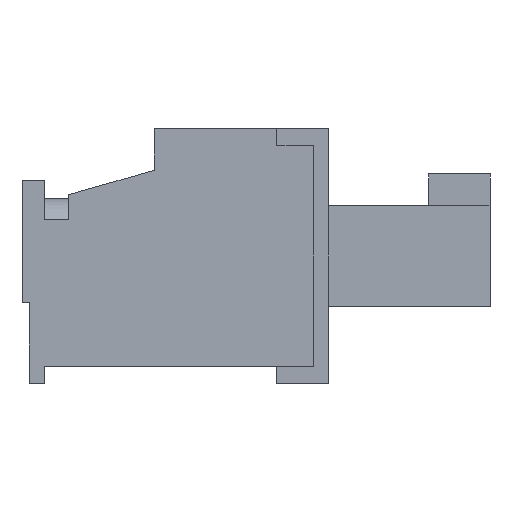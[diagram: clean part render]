
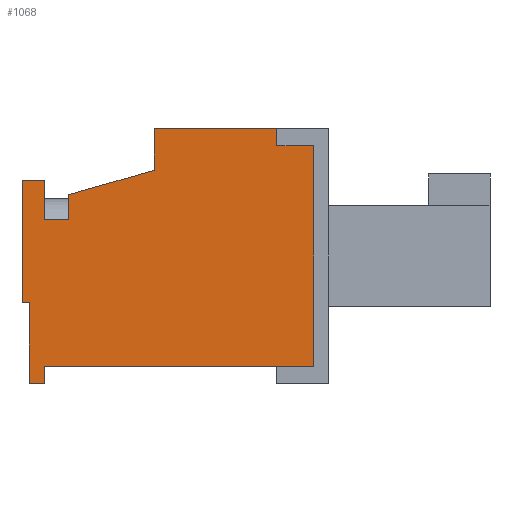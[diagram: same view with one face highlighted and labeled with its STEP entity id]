
A CAD part, left-side view. The second image highlights one B-rep face of the part: STEP entity #1068.
In plain terms, the highlighted planar face has unit normal (-1, 0, 0).
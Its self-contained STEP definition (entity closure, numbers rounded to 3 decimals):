
#332 = VECTOR ( 'NONE', #4268, 1000. ) ;
#390 = CARTESIAN_POINT ( 'NONE',  ( -3.5, -5.2, 1.26 ) ) ;
#568 = VERTEX_POINT ( 'NONE', #15534 ) ;
#651 = DIRECTION ( 'NONE',  ( -1., 0., 0. ) ) ;
#778 = LINE ( 'NONE', #2710, #332 ) ;
#856 = EDGE_CURVE ( 'NONE', #19150, #13877, #8890, .T. ) ;
#983 = VECTOR ( 'NONE', #12117, 1000. ) ;
#1068 = ADVANCED_FACE ( 'NONE', ( #18079 ), #8215, .T. ) ;
#1160 = VERTEX_POINT ( 'NONE', #6929 ) ;
#1245 = DIRECTION ( 'NONE',  ( 0., 1., 0. ) ) ;
#1266 = VECTOR ( 'NONE', #14203, 1000. ) ;
#1325 = DIRECTION ( 'NONE',  ( 0., 0., -1. ) ) ;
#1390 = EDGE_CURVE ( 'NONE', #1160, #7534, #5262, .T. ) ;
#1734 = CARTESIAN_POINT ( 'NONE',  ( -3.5, -4.5, -5.24 ) ) ;
#2026 = EDGE_CURVE ( 'NONE', #4572, #1160, #2535, .T. ) ;
#2040 = VERTEX_POINT ( 'NONE', #11873 ) ;
#2262 = CARTESIAN_POINT ( 'NONE',  ( -3.5, -5.2, -5.24 ) ) ;
#2291 = VECTOR ( 'NONE', #12022, 1000. ) ;
#2535 = LINE ( 'NONE', #5988, #13517 ) ;
#2568 = CARTESIAN_POINT ( 'NONE',  ( -3.5, 5.2, 6.36 ) ) ;
#2710 = CARTESIAN_POINT ( 'NONE',  ( -3.5, 5.2, 5.74 ) ) ;
#3023 = DIRECTION ( 'NONE',  ( 0., 0., 1. ) ) ;
#3184 = VERTEX_POINT ( 'NONE', #16652 ) ;
#3197 = CARTESIAN_POINT ( 'NONE',  ( -3.5, -1.5, 5.76 ) ) ;
#3350 = VECTOR ( 'NONE', #3481, 1000. ) ;
#3456 = DIRECTION ( 'NONE',  ( 0., -1., 0. ) ) ;
#3481 = DIRECTION ( 'NONE',  ( 0., 0., -1. ) ) ;
#4063 = EDGE_CURVE ( 'NONE', #6360, #13877, #17084, .T. ) ;
#4268 = DIRECTION ( 'NONE',  ( 0., 0., 1. ) ) ;
#4572 = VERTEX_POINT ( 'NONE', #7989 ) ;
#4644 = VERTEX_POINT ( 'NONE', #9614 ) ;
#5262 = LINE ( 'NONE', #6601, #8699 ) ;
#5653 = VECTOR ( 'NONE', #12902, 1000. ) ;
#5988 = CARTESIAN_POINT ( 'NONE',  ( -3.5, 4.5, 6.66 ) ) ;
#5997 = VECTOR ( 'NONE', #17489, 1000. ) ;
#6041 = CARTESIAN_POINT ( 'NONE',  ( -3.5, -3.1, 4.76 ) ) ;
#6117 = VECTOR ( 'NONE', #3456, 1000. ) ;
#6360 = VERTEX_POINT ( 'NONE', #7561 ) ;
#6601 = CARTESIAN_POINT ( 'NONE',  ( -3.5, 4.5, -5.24 ) ) ;
#6737 = DIRECTION ( 'NONE',  ( 0., 1., 0. ) ) ;
#6911 = ORIENTED_EDGE ( 'NONE', *, *, #12545, .T. ) ;
#6929 = CARTESIAN_POINT ( 'NONE',  ( -3.5, 4.5, -5.24 ) ) ;
#7163 = ORIENTED_EDGE ( 'NONE', *, *, #10241, .F. ) ;
#7417 = LINE ( 'NONE', #9359, #3350 ) ;
#7534 = VERTEX_POINT ( 'NONE', #1734 ) ;
#7540 = ORIENTED_EDGE ( 'NONE', *, *, #13593, .F. ) ;
#7561 = CARTESIAN_POINT ( 'NONE',  ( -3.5, -5.2, -3.74 ) ) ;
#7819 = ORIENTED_EDGE ( 'NONE', *, *, #2026, .T. ) ;
#7989 = CARTESIAN_POINT ( 'NONE',  ( -3.5, 4.5, 5.74 ) ) ;
#8215 = PLANE ( 'NONE',  #14693 ) ;
#8684 = ORIENTED_EDGE ( 'NONE', *, *, #1390, .T. ) ;
#8699 = VECTOR ( 'NONE', #18260, 1000. ) ;
#8703 = ORIENTED_EDGE ( 'NONE', *, *, #15635, .F. ) ;
#8880 = VERTEX_POINT ( 'NONE', #13603 ) ;
#8890 = LINE ( 'NONE', #13495, #2291 ) ;
#9029 = LINE ( 'NONE', #15025, #983 ) ;
#9359 = CARTESIAN_POINT ( 'NONE',  ( -3.5, -4.5, -3.74 ) ) ;
#9394 = EDGE_CURVE ( 'NONE', #16460, #19150, #10455, .T. ) ;
#9614 = CARTESIAN_POINT ( 'NONE',  ( -3.5, -1.5, 4.76 ) ) ;
#9768 = ORIENTED_EDGE ( 'NONE', *, *, #9862, .T. ) ;
#9823 = VECTOR ( 'NONE', #3023, 1000. ) ;
#9862 = EDGE_CURVE ( 'NONE', #10276, #6360, #9958, .T. ) ;
#9958 = LINE ( 'NONE', #10892, #6117 ) ;
#10241 = EDGE_CURVE ( 'NONE', #15269, #17306, #778, .T. ) ;
#10276 = VERTEX_POINT ( 'NONE', #11728 ) ;
#10292 = LINE ( 'NONE', #14937, #9823 ) ;
#10451 = EDGE_CURVE ( 'NONE', #568, #13682, #9029, .T. ) ;
#10455 = LINE ( 'NONE', #17239, #5653 ) ;
#10679 = VECTOR ( 'NONE', #19067, 1000. ) ;
#10892 = CARTESIAN_POINT ( 'NONE',  ( -3.5, -4.5, -3.74 ) ) ;
#10987 = ORIENTED_EDGE ( 'NONE', *, *, #4063, .T. ) ;
#11154 = DIRECTION ( 'NONE',  ( 0., 0., 1. ) ) ;
#11166 = CARTESIAN_POINT ( 'NONE',  ( -3.5, -2.5, 4.76 ) ) ;
#11610 = VECTOR ( 'NONE', #1245, 1000. ) ;
#11728 = CARTESIAN_POINT ( 'NONE',  ( -3.5, -4.5, -3.74 ) ) ;
#11873 = CARTESIAN_POINT ( 'NONE',  ( -3.5, -3.1, 6.66 ) ) ;
#12022 = DIRECTION ( 'NONE',  ( 0., -1., 0. ) ) ;
#12085 = LINE ( 'NONE', #17539, #11610 ) ;
#12117 = DIRECTION ( 'NONE',  ( 0., 0., -1. ) ) ;
#12505 = CARTESIAN_POINT ( 'NONE',  ( -3.5, 1.9, 6.36 ) ) ;
#12545 = EDGE_CURVE ( 'NONE', #13682, #17306, #13036, .T. ) ;
#12902 = DIRECTION ( 'NONE',  ( 0., -0.275, -0.962 ) ) ;
#12981 = EDGE_LOOP ( 'NONE', ( #6911, #7163, #7540, #7819, #8684, #8703, #9768, #10987, #13131, #13270, #13521, #13802, #14498, #15203, #15371, #15839 ) ) ;
#13036 = LINE ( 'NONE', #12505, #16503 ) ;
#13131 = ORIENTED_EDGE ( 'NONE', *, *, #856, .F. ) ;
#13270 = ORIENTED_EDGE ( 'NONE', *, *, #9394, .F. ) ;
#13495 = CARTESIAN_POINT ( 'NONE',  ( -3.5, -3.5, 1.26 ) ) ;
#13517 = VECTOR ( 'NONE', #1325, 1000. ) ;
#13521 = ORIENTED_EDGE ( 'NONE', *, *, #14740, .F. ) ;
#13561 = VECTOR ( 'NONE', #17916, 1000. ) ;
#13593 = EDGE_CURVE ( 'NONE', #4572, #15269, #12085, .T. ) ;
#13603 = CARTESIAN_POINT ( 'NONE',  ( -3.5, -3.1, 5.76 ) ) ;
#13647 = EDGE_CURVE ( 'NONE', #2040, #568, #14143, .T. ) ;
#13682 = VERTEX_POINT ( 'NONE', #16336 ) ;
#13802 = ORIENTED_EDGE ( 'NONE', *, *, #16868, .F. ) ;
#13877 = VERTEX_POINT ( 'NONE', #390 ) ;
#14143 = LINE ( 'NONE', #17659, #10679 ) ;
#14203 = DIRECTION ( 'NONE',  ( 0., 0., 1. ) ) ;
#14498 = ORIENTED_EDGE ( 'NONE', *, *, #16663, .F. ) ;
#14602 = CARTESIAN_POINT ( 'NONE',  ( -3.5, -3.1, 5.76 ) ) ;
#14693 = AXIS2_PLACEMENT_3D ( 'NONE', #18404, #651, #11154 ) ;
#14740 = EDGE_CURVE ( 'NONE', #4644, #16460, #19037, .T. ) ;
#14937 = CARTESIAN_POINT ( 'NONE',  ( -3.5, -3.1, 5.76 ) ) ;
#15025 = CARTESIAN_POINT ( 'NONE',  ( -3.5, 1.9, 6.661 ) ) ;
#15203 = ORIENTED_EDGE ( 'NONE', *, *, #18207, .T. ) ;
#15269 = VERTEX_POINT ( 'NONE', #16056 ) ;
#15371 = ORIENTED_EDGE ( 'NONE', *, *, #13647, .T. ) ;
#15534 = CARTESIAN_POINT ( 'NONE',  ( -3.5, 1.9, 6.66 ) ) ;
#15635 = EDGE_CURVE ( 'NONE', #10276, #7534, #7417, .T. ) ;
#15839 = ORIENTED_EDGE ( 'NONE', *, *, #10451, .T. ) ;
#16056 = CARTESIAN_POINT ( 'NONE',  ( -3.5, 5.2, 5.74 ) ) ;
#16336 = CARTESIAN_POINT ( 'NONE',  ( -3.5, 1.9, 6.36 ) ) ;
#16460 = VERTEX_POINT ( 'NONE', #11166 ) ;
#16503 = VECTOR ( 'NONE', #6737, 1000. ) ;
#16652 = CARTESIAN_POINT ( 'NONE',  ( -3.5, -1.5, 5.76 ) ) ;
#16663 = EDGE_CURVE ( 'NONE', #8880, #3184, #17647, .T. ) ;
#16868 = EDGE_CURVE ( 'NONE', #3184, #4644, #17408, .T. ) ;
#17084 = LINE ( 'NONE', #2262, #1266 ) ;
#17239 = CARTESIAN_POINT ( 'NONE',  ( -3.5, -3.5, 1.26 ) ) ;
#17306 = VERTEX_POINT ( 'NONE', #2568 ) ;
#17408 = LINE ( 'NONE', #3197, #13561 ) ;
#17489 = DIRECTION ( 'NONE',  ( 0., 1., 0. ) ) ;
#17539 = CARTESIAN_POINT ( 'NONE',  ( -3.5, 0.946, 5.74 ) ) ;
#17647 = LINE ( 'NONE', #14602, #5997 ) ;
#17659 = CARTESIAN_POINT ( 'NONE',  ( -3.5, -5.2, 6.66 ) ) ;
#17715 = DIRECTION ( 'NONE',  ( 0., -1., 0. ) ) ;
#17829 = CARTESIAN_POINT ( 'NONE',  ( -3.5, -3.5, 1.26 ) ) ;
#17916 = DIRECTION ( 'NONE',  ( 0., 0., -1. ) ) ;
#18079 = FACE_OUTER_BOUND ( 'NONE', #12981, .T. ) ;
#18158 = VECTOR ( 'NONE', #17715, 1000. ) ;
#18207 = EDGE_CURVE ( 'NONE', #8880, #2040, #10292, .T. ) ;
#18260 = DIRECTION ( 'NONE',  ( 0., -1., 0. ) ) ;
#18404 = CARTESIAN_POINT ( 'NONE',  ( -3.5, 0., 0. ) ) ;
#19037 = LINE ( 'NONE', #6041, #18158 ) ;
#19067 = DIRECTION ( 'NONE',  ( 0., 1., 0. ) ) ;
#19150 = VERTEX_POINT ( 'NONE', #17829 ) ;
